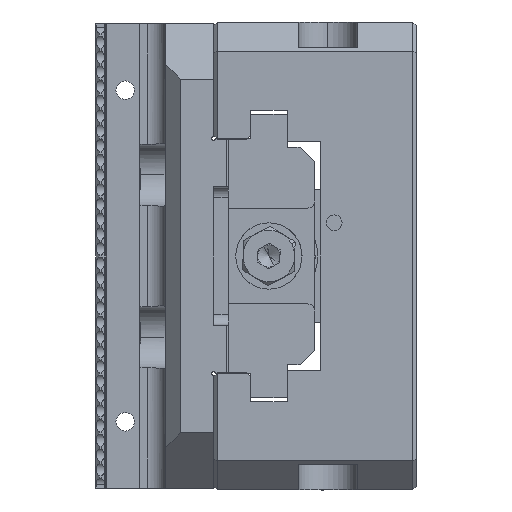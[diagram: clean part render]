
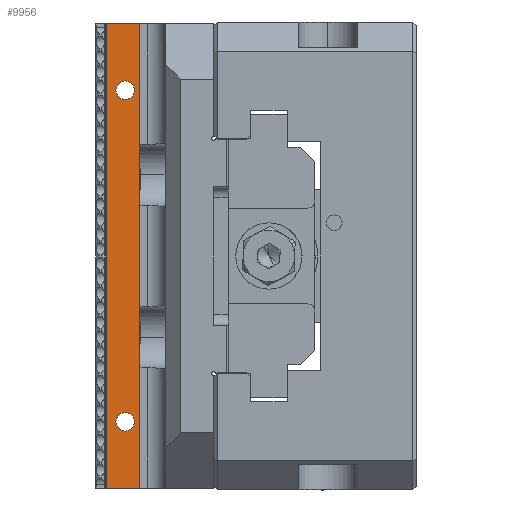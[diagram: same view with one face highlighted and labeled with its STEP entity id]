
A CAD part, left-side view. The second image highlights one B-rep face of the part: STEP entity #9956.
In plain terms, the highlighted face is planar.
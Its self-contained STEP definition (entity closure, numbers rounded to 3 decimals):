
#91 = CARTESIAN_POINT ( 'NONE',  ( -47.5, 10., -8. ) ) ;
#598 = DIRECTION ( 'NONE',  ( -1., 0., 0. ) ) ;
#911 = VERTEX_POINT ( 'NONE', #3876 ) ;
#1110 = DIRECTION ( 'NONE',  ( 0., 0., -1. ) ) ;
#1214 = FACE_BOUND ( 'NONE', #4041, .T. ) ;
#1242 = PLANE ( 'NONE',  #5688 ) ;
#1561 = VECTOR ( 'NONE', #5469, 1000. ) ;
#1704 = DIRECTION ( 'NONE',  ( 0., -1., 0. ) ) ;
#2013 = ORIENTED_EDGE ( 'NONE', *, *, #18401, .T. ) ;
#2510 = DIRECTION ( 'NONE',  ( -1., 0., 0. ) ) ;
#2591 = CARTESIAN_POINT ( 'NONE',  ( -63.001, 18., -8. ) ) ;
#3512 = LINE ( 'NONE', #5398, #1561 ) ;
#3876 = CARTESIAN_POINT ( 'NONE',  ( -63., 6.25, -8. ) ) ;
#3983 = EDGE_CURVE ( 'NONE', #7150, #15068, #9182, .T. ) ;
#4041 = EDGE_LOOP ( 'NONE', ( #18072, #9875 ) ) ;
#4343 = DIRECTION ( 'NONE',  ( 1., 0., 0. ) ) ;
#4515 = DIRECTION ( 'NONE',  ( 0., 0., -1. ) ) ;
#4547 = VERTEX_POINT ( 'NONE', #7149 ) ;
#4549 = EDGE_LOOP ( 'NONE', ( #6218, #17225 ) ) ;
#4604 = ORIENTED_EDGE ( 'NONE', *, *, #12726, .T. ) ;
#4961 = VERTEX_POINT ( 'NONE', #9855 ) ;
#5398 = CARTESIAN_POINT ( 'NONE',  ( 63., 18., -8. ) ) ;
#5449 = AXIS2_PLACEMENT_3D ( 'NONE', #17686, #5452, #9975 ) ;
#5452 = DIRECTION ( 'NONE',  ( 0., 0., -1. ) ) ;
#5469 = DIRECTION ( 'NONE',  ( 0., 1., 0. ) ) ;
#5688 = AXIS2_PLACEMENT_3D ( 'NONE', #2591, #1110, #19781 ) ;
#5702 = CARTESIAN_POINT ( 'NONE',  ( -63.001, 15., -8. ) ) ;
#5792 = CARTESIAN_POINT ( 'NONE',  ( -63.001, 6.25, -8. ) ) ;
#6148 = CARTESIAN_POINT ( 'NONE',  ( -63., 15., -8. ) ) ;
#6150 = CIRCLE ( 'NONE', #7197, 2.5 ) ;
#6218 = ORIENTED_EDGE ( 'NONE', *, *, #17189, .T. ) ;
#6487 = CARTESIAN_POINT ( 'NONE',  ( 47.5, 10., -8. ) ) ;
#7149 = CARTESIAN_POINT ( 'NONE',  ( 63., 15., -8. ) ) ;
#7150 = VERTEX_POINT ( 'NONE', #10537 ) ;
#7197 = AXIS2_PLACEMENT_3D ( 'NONE', #13106, #19130, #598 ) ;
#7643 = EDGE_CURVE ( 'NONE', #4961, #911, #19876, .T. ) ;
#8287 = FACE_OUTER_BOUND ( 'NONE', #12233, .T. ) ;
#8561 = VERTEX_POINT ( 'NONE', #91 ) ;
#9182 = CIRCLE ( 'NONE', #5449, 2.5 ) ;
#9855 = CARTESIAN_POINT ( 'NONE',  ( 63., 6.25, -8. ) ) ;
#9875 = ORIENTED_EDGE ( 'NONE', *, *, #18286, .T. ) ;
#9956 = ADVANCED_FACE ( 'NONE', ( #1214, #17333, #8287 ), #1242, .F. ) ;
#9975 = DIRECTION ( 'NONE',  ( -1., 0., 0. ) ) ;
#10057 = VERTEX_POINT ( 'NONE', #6148 ) ;
#10461 = VERTEX_POINT ( 'NONE', #19688 ) ;
#10504 = DIRECTION ( 'NONE',  ( 0., 0., -1. ) ) ;
#10537 = CARTESIAN_POINT ( 'NONE',  ( 42.5, 10., -8. ) ) ;
#10567 = VECTOR ( 'NONE', #2510, 1000. ) ;
#12233 = EDGE_LOOP ( 'NONE', ( #4604, #15231, #2013, #12393 ) ) ;
#12261 = CIRCLE ( 'NONE', #14703, 2.5 ) ;
#12393 = ORIENTED_EDGE ( 'NONE', *, *, #7643, .F. ) ;
#12616 = CIRCLE ( 'NONE', #16662, 2.5 ) ;
#12726 = EDGE_CURVE ( 'NONE', #4961, #4547, #3512, .T. ) ;
#13005 = LINE ( 'NONE', #14477, #18142 ) ;
#13006 = LINE ( 'NONE', #5702, #16655 ) ;
#13106 = CARTESIAN_POINT ( 'NONE',  ( -45., 10., -8. ) ) ;
#13680 = EDGE_CURVE ( 'NONE', #10461, #8561, #6150, .T. ) ;
#13917 = EDGE_CURVE ( 'NONE', #10057, #4547, #13006, .T. ) ;
#14477 = CARTESIAN_POINT ( 'NONE',  ( -63., 18., -8. ) ) ;
#14703 = AXIS2_PLACEMENT_3D ( 'NONE', #20247, #4515, #18600 ) ;
#15068 = VERTEX_POINT ( 'NONE', #6487 ) ;
#15204 = CARTESIAN_POINT ( 'NONE',  ( -45., 10., -8. ) ) ;
#15231 = ORIENTED_EDGE ( 'NONE', *, *, #13917, .F. ) ;
#16655 = VECTOR ( 'NONE', #4343, 1000. ) ;
#16662 = AXIS2_PLACEMENT_3D ( 'NONE', #15204, #10504, #16783 ) ;
#16783 = DIRECTION ( 'NONE',  ( -1., 0., 0. ) ) ;
#17189 = EDGE_CURVE ( 'NONE', #8561, #10461, #12616, .T. ) ;
#17225 = ORIENTED_EDGE ( 'NONE', *, *, #13680, .T. ) ;
#17333 = FACE_BOUND ( 'NONE', #4549, .T. ) ;
#17686 = CARTESIAN_POINT ( 'NONE',  ( 45., 10., -8. ) ) ;
#18072 = ORIENTED_EDGE ( 'NONE', *, *, #3983, .T. ) ;
#18142 = VECTOR ( 'NONE', #1704, 1000. ) ;
#18286 = EDGE_CURVE ( 'NONE', #15068, #7150, #12261, .T. ) ;
#18401 = EDGE_CURVE ( 'NONE', #10057, #911, #13005, .T. ) ;
#18600 = DIRECTION ( 'NONE',  ( -1., 0., 0. ) ) ;
#19130 = DIRECTION ( 'NONE',  ( 0., 0., -1. ) ) ;
#19688 = CARTESIAN_POINT ( 'NONE',  ( -42.5, 10., -8. ) ) ;
#19781 = DIRECTION ( 'NONE',  ( -1., 0., 0. ) ) ;
#19876 = LINE ( 'NONE', #5792, #10567 ) ;
#20247 = CARTESIAN_POINT ( 'NONE',  ( 45., 10., -8. ) ) ;
